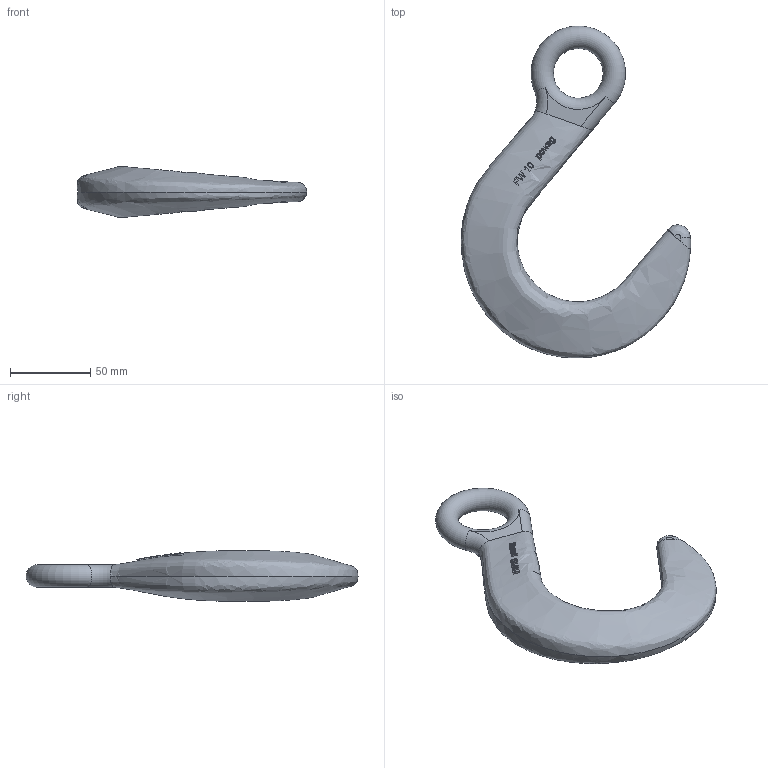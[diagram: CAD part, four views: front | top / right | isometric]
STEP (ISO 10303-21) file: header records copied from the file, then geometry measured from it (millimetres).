
FILE_DESCRIPTION(/* description */ (''),/* implementation_level */ '2;1');
FILE_NAME(/* name */ 'pewag_FW_10',/* time_stamp */ '2010-01-25T11:27:55+01:00',/* author */ (''),/* organization */ (''),/* preprocessor_version */ 'ST-DEVELOPER v9',/* originating_system */ 'UGS - NX 4.0',/* authorisation */ '');
FILE_SCHEMA (('AUTOMOTIVE_DESIGN { 1 0 10303 214 1 1 1 1 }'));
Length unit declared in the file: millimetre
Products named in the file (1): rit415Fsfxq
Bounding box: 142.93 x 207.01 x 31.76 mm (x, y, z)
Volume: 199243.6 mm3; surface area: 32595.8 mm2
Topology: 1 solids, 1 shells, 165 faces, 449 edges, 299 vertices
Faces by surface type: extrusion 84, plane 59, bspline 17, torus 3, cylinder 2
Entity records: 15840 total; most frequent: CARTESIAN_POINT 12270, ORIENTED_EDGE 894, EDGE_CURVE 447, DIRECTION 381, B_SPLINE_CURVE_WITH_KNOTS 376, VERTEX_POINT 298, VECTOR 227, EDGE_LOOP 179
